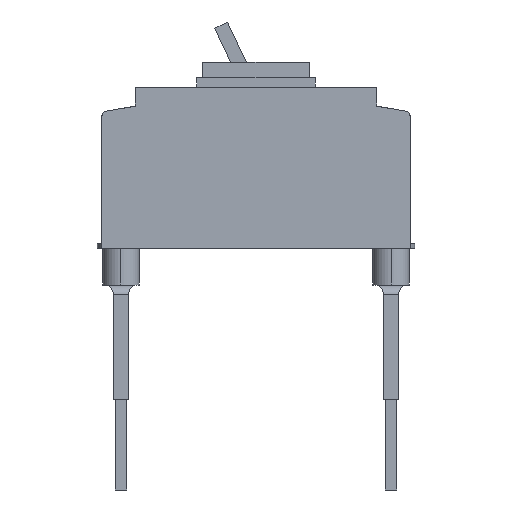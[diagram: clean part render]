
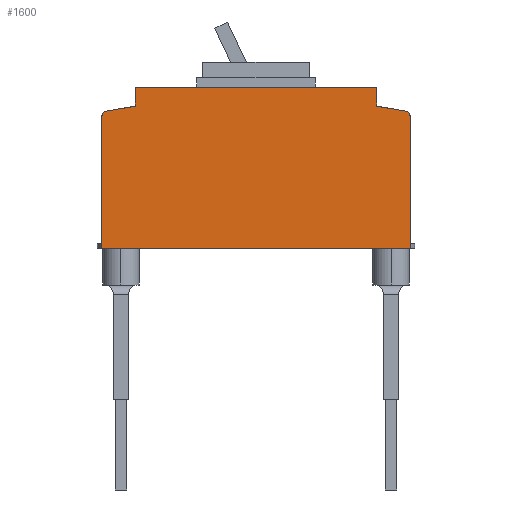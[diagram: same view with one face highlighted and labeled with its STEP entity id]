
A CAD part, left-side view. The second image highlights one B-rep face of the part: STEP entity #1600.
In plain terms, the highlighted planar face has unit normal (-1, 0, 0).
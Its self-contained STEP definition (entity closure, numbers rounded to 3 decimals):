
#444 = DIRECTION ( 'NONE',  ( 0., -0.985, -0.174 ) ) ;
#543 = VERTEX_POINT ( 'NONE', #8273 ) ;
#553 = VECTOR ( 'NONE', #7157, 1000. ) ;
#609 = VERTEX_POINT ( 'NONE', #3972 ) ;
#720 = EDGE_CURVE ( 'NONE', #2751, #543, #3560, .T. ) ;
#793 = CARTESIAN_POINT ( 'NONE',  ( -15., 65., 0. ) ) ;
#939 = EDGE_CURVE ( 'NONE', #543, #6174, #2850, .T. ) ;
#1155 = EDGE_CURVE ( 'NONE', #609, #5888, #1366, .T. ) ;
#1181 = ORIENTED_EDGE ( 'NONE', *, *, #1155, .T. ) ;
#1198 = CARTESIAN_POINT ( 'NONE',  ( -15., 65., 0. ) ) ;
#1366 = LINE ( 'NONE', #5163, #6954 ) ;
#1394 = EDGE_LOOP ( 'NONE', ( #4519, #8180, #5493, #7564, #8512, #1181, #4798, #2676, #8449, #6843 ) ) ;
#1501 = CARTESIAN_POINT ( 'NONE',  ( -15., 63., 55.853 ) ) ;
#1600 = ADVANCED_FACE ( 'NONE', ( #8198 ), #7530, .F. ) ;
#1689 = CARTESIAN_POINT ( 'NONE',  ( -15., 65., 68. ) ) ;
#1750 = CARTESIAN_POINT ( 'NONE',  ( -15., -65., 0. ) ) ;
#2004 = EDGE_CURVE ( 'NONE', #8559, #6002, #9337, .T. ) ;
#2015 = EDGE_CURVE ( 'NONE', #5888, #3270, #5453, .T. ) ;
#2068 = AXIS2_PLACEMENT_3D ( 'NONE', #2716, #7812, #3445 ) ;
#2115 = CARTESIAN_POINT ( 'NONE',  ( -15., 65., 68. ) ) ;
#2188 = VECTOR ( 'NONE', #2956, 1000. ) ;
#2221 = DIRECTION ( 'NONE',  ( 0., 1., 0. ) ) ;
#2234 = DIRECTION ( 'NONE',  ( 0., 0., -1. ) ) ;
#2272 = VECTOR ( 'NONE', #6594, 1000. ) ;
#2342 = DIRECTION ( 'NONE',  ( 0., -1., 0. ) ) ;
#2676 = ORIENTED_EDGE ( 'NONE', *, *, #3804, .T. ) ;
#2716 = CARTESIAN_POINT ( 'NONE',  ( -15., -63., 55.853 ) ) ;
#2725 = CARTESIAN_POINT ( 'NONE',  ( -15., -51., 68. ) ) ;
#2751 = VERTEX_POINT ( 'NONE', #3999 ) ;
#2850 = LINE ( 'NONE', #5495, #8451 ) ;
#2908 = CARTESIAN_POINT ( 'NONE',  ( -15., 63.347, 57.823 ) ) ;
#2956 = DIRECTION ( 'NONE',  ( 0., -1., 0. ) ) ;
#3052 = CIRCLE ( 'NONE', #2068, 2. ) ;
#3250 = VECTOR ( 'NONE', #6429, 1000. ) ;
#3270 = VERTEX_POINT ( 'NONE', #2908 ) ;
#3445 = DIRECTION ( 'NONE',  ( 0., 1., 0. ) ) ;
#3482 = DIRECTION ( 'NONE',  ( 0., 1., 0. ) ) ;
#3560 = LINE ( 'NONE', #2725, #7208 ) ;
#3804 = EDGE_CURVE ( 'NONE', #3270, #8559, #6469, .T. ) ;
#3972 = CARTESIAN_POINT ( 'NONE',  ( -15., 51., 68. ) ) ;
#3999 = CARTESIAN_POINT ( 'NONE',  ( -15., -51., 68. ) ) ;
#4122 = CARTESIAN_POINT ( 'NONE',  ( -15., 65., 68. ) ) ;
#4424 = CARTESIAN_POINT ( 'NONE',  ( -15., -65., 68. ) ) ;
#4519 = ORIENTED_EDGE ( 'NONE', *, *, #6842, .F. ) ;
#4798 = ORIENTED_EDGE ( 'NONE', *, *, #2015, .T. ) ;
#5163 = CARTESIAN_POINT ( 'NONE',  ( -15., 51., 68. ) ) ;
#5276 = CARTESIAN_POINT ( 'NONE',  ( -15., -65., 55.853 ) ) ;
#5453 = LINE ( 'NONE', #5726, #3250 ) ;
#5458 = AXIS2_PLACEMENT_3D ( 'NONE', #1501, #6589, #2221 ) ;
#5493 = ORIENTED_EDGE ( 'NONE', *, *, #939, .F. ) ;
#5495 = CARTESIAN_POINT ( 'NONE',  ( -15., -63.21, 57.847 ) ) ;
#5726 = CARTESIAN_POINT ( 'NONE',  ( -15., 63.21, 57.847 ) ) ;
#5749 = CARTESIAN_POINT ( 'NONE',  ( -15., 65., 55.853 ) ) ;
#5809 = EDGE_CURVE ( 'NONE', #6002, #8334, #8006, .T. ) ;
#5863 = CARTESIAN_POINT ( 'NONE',  ( -15., -63.347, 57.823 ) ) ;
#5888 = VERTEX_POINT ( 'NONE', #6008 ) ;
#5899 = EDGE_CURVE ( 'NONE', #609, #2751, #8792, .T. ) ;
#5950 = VECTOR ( 'NONE', #2342, 1000. ) ;
#6002 = VERTEX_POINT ( 'NONE', #1198 ) ;
#6008 = CARTESIAN_POINT ( 'NONE',  ( -15., 51., 60. ) ) ;
#6174 = VERTEX_POINT ( 'NONE', #5863 ) ;
#6429 = DIRECTION ( 'NONE',  ( 0., 0.985, -0.174 ) ) ;
#6469 = CIRCLE ( 'NONE', #5458, 2. ) ;
#6589 = DIRECTION ( 'NONE',  ( -1., 0., 0. ) ) ;
#6594 = DIRECTION ( 'NONE',  ( 0., 0., -1. ) ) ;
#6651 = EDGE_CURVE ( 'NONE', #8245, #6174, #3052, .T. ) ;
#6695 = DIRECTION ( 'NONE',  ( 1., 0., 0. ) ) ;
#6842 = EDGE_CURVE ( 'NONE', #8245, #8334, #8087, .T. ) ;
#6843 = ORIENTED_EDGE ( 'NONE', *, *, #5809, .T. ) ;
#6954 = VECTOR ( 'NONE', #2234, 1000. ) ;
#7157 = DIRECTION ( 'NONE',  ( 0., 0., -1. ) ) ;
#7208 = VECTOR ( 'NONE', #7882, 1000. ) ;
#7530 = PLANE ( 'NONE',  #8267 ) ;
#7564 = ORIENTED_EDGE ( 'NONE', *, *, #720, .F. ) ;
#7812 = DIRECTION ( 'NONE',  ( -1., 0., 0. ) ) ;
#7882 = DIRECTION ( 'NONE',  ( 0., 0., -1. ) ) ;
#8006 = LINE ( 'NONE', #793, #2188 ) ;
#8087 = LINE ( 'NONE', #4424, #2272 ) ;
#8180 = ORIENTED_EDGE ( 'NONE', *, *, #6651, .T. ) ;
#8198 = FACE_OUTER_BOUND ( 'NONE', #1394, .T. ) ;
#8245 = VERTEX_POINT ( 'NONE', #5276 ) ;
#8267 = AXIS2_PLACEMENT_3D ( 'NONE', #2115, #6695, #3482 ) ;
#8273 = CARTESIAN_POINT ( 'NONE',  ( -15., -51., 60. ) ) ;
#8334 = VERTEX_POINT ( 'NONE', #1750 ) ;
#8449 = ORIENTED_EDGE ( 'NONE', *, *, #2004, .T. ) ;
#8451 = VECTOR ( 'NONE', #444, 1000. ) ;
#8512 = ORIENTED_EDGE ( 'NONE', *, *, #5899, .F. ) ;
#8559 = VERTEX_POINT ( 'NONE', #5749 ) ;
#8792 = LINE ( 'NONE', #1689, #5950 ) ;
#9337 = LINE ( 'NONE', #4122, #553 ) ;
